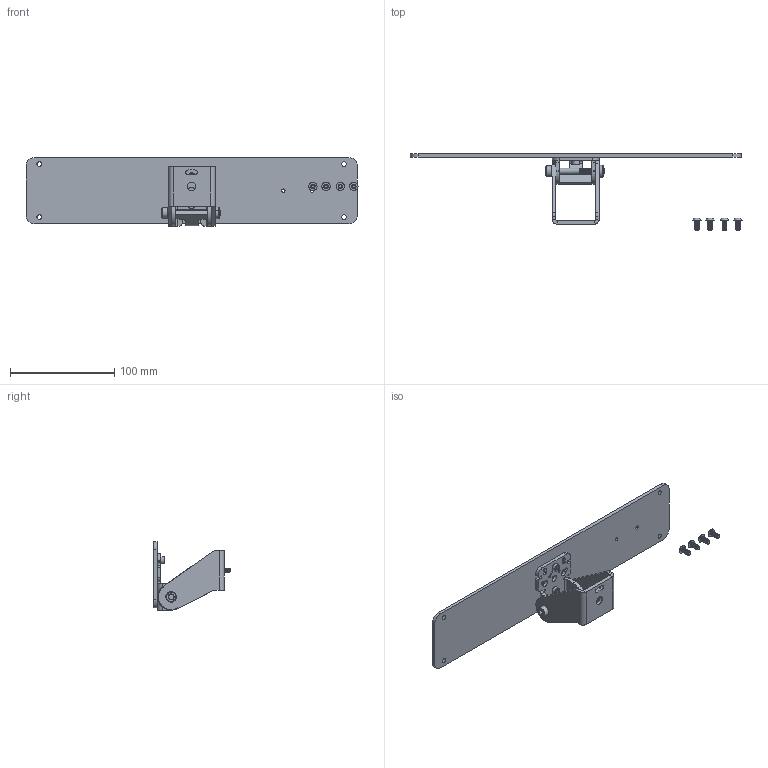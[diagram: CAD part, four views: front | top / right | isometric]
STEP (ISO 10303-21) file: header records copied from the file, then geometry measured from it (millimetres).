
FILE_DESCRIPTION (( 'STEP AP203' ), '1' );
FILE_NAME ('PTU-LA.STEP', '2023-04-19T10:41:54', ( '' ), ( '' ), 'SwSTEP 2.0', 'SolidWorks 2021', '' );
FILE_SCHEMA (( 'CONFIG_CONTROL_DESIGN' ));
Length unit declared in the file: inch
Products named in the file (9): 200300_BOM; 201661; SP-M6-1; 92949A192_92949A192; 200301; 91292A107_91292A107; 200302; PTU-LA; 91292A144_91292A144
Assembly tree (12 placements, depth 3):
  PTU-LA
    200300_BOM
      200301
      SP-M6-1
    200302
    201661
    91292A144_91292A144
    91292A107_91292A107  x2
    92949A192_92949A192  x4
Bounding box: 318.21 x 73.34 x 66.13 mm (x, y, z)
Volume: 95535 mm3; surface area: 67218.3 mm2
Topology: 11 solids, 11 shells, 598 faces, 1511 edges, 958 vertices
Faces by surface type: plane 255, cylinder 248, cone 72, bspline 19, sphere 4
Full cylindrical faces by diameter (mm): 3.3 x6, 4.366 x1, 4.394 x4, 6 x23, 6.1 x1, 6.2 x2, 6.35 x1, 7 x2, 7.925 x4, 8.204 x1, 8.75 x1, 10 x1
Entity records: 22669 total; most frequent: CARTESIAN_POINT 10008, DIRECTION 2536, ORIENTED_EDGE 2340, EDGE_CURVE 1170, AXIS2_PLACEMENT_3D 943, VERTEX_POINT 767, LINE 650, VECTOR 650
